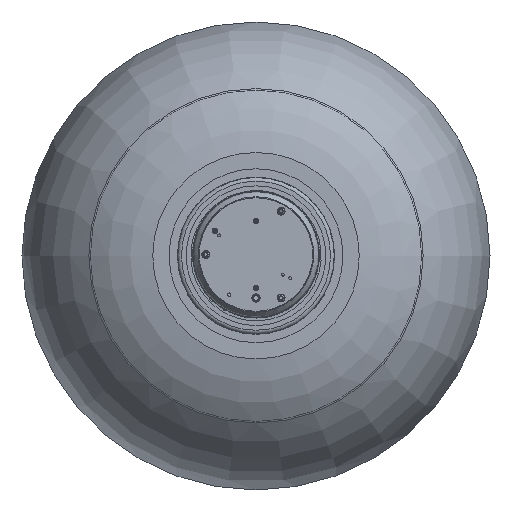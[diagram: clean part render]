
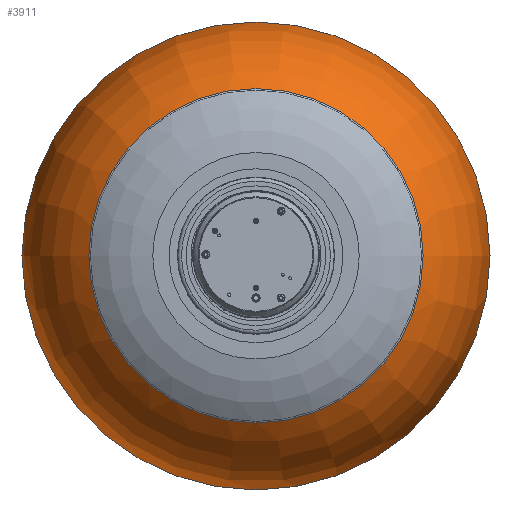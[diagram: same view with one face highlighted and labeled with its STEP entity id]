
A CAD part, top view. The second image highlights one B-rep face of the part: STEP entity #3911.
In plain terms, the highlighted toroidal (fillet/blend) face has major radius 100 mm and minor radius 250 mm.
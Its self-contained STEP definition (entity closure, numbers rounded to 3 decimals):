
#102=DEGENERATE_TOROIDAL_SURFACE('',#5230,100.,250.,.T.);
#1545=ORIENTED_EDGE('',*,*,#2108,.T.);
#1546=ORIENTED_EDGE('',*,*,#2113,.F.);
#2108=EDGE_CURVE('',#2483,#2483,#2694,.T.);
#2113=EDGE_CURVE('',#2488,#2488,#2699,.T.);
#2483=VERTEX_POINT('',#10286);
#2488=VERTEX_POINT('',#10300);
#2694=CIRCLE('',#5220,250.);
#2699=CIRCLE('',#5229,350.);
#3064=EDGE_LOOP('',(#1545));
#3065=EDGE_LOOP('',(#1546));
#3474=FACE_BOUND('',#3064,.T.);
#3475=FACE_BOUND('',#3065,.T.);
#3911=ADVANCED_FACE('',(#3474,#3475),#102,.T.);
#5220=AXIS2_PLACEMENT_3D('',#10285,#6280,#6281);
#5229=AXIS2_PLACEMENT_3D('',#10299,#6298,#6299);
#5230=AXIS2_PLACEMENT_3D('',#10301,#6300,#6301);
#6280=DIRECTION('',(0.,0.,-1.));
#6281=DIRECTION('',(-1.,0.,0.));
#6298=DIRECTION('',(0.,0.,-1.));
#6299=DIRECTION('',(-1.,0.,0.));
#6300=DIRECTION('',(0.,0.,-1.));
#6301=DIRECTION('',(-1.,0.,0.));
#10285=CARTESIAN_POINT('',(0.,0.,200.));
#10286=CARTESIAN_POINT('',(-250.,0.,200.));
#10299=CARTESIAN_POINT('',(0.,0.,0.));
#10300=CARTESIAN_POINT('',(-350.,0.,0.));
#10301=CARTESIAN_POINT('',(0.,0.,0.));
